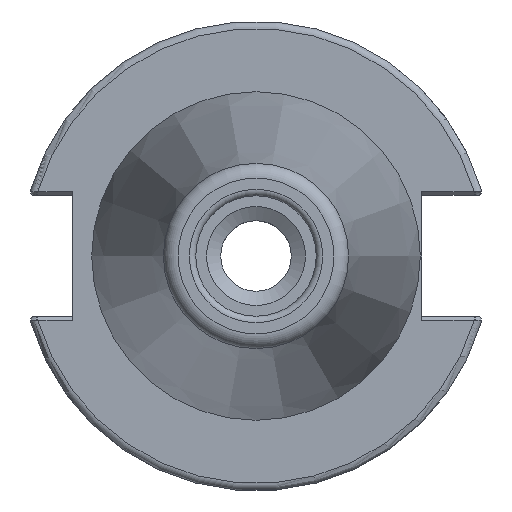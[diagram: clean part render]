
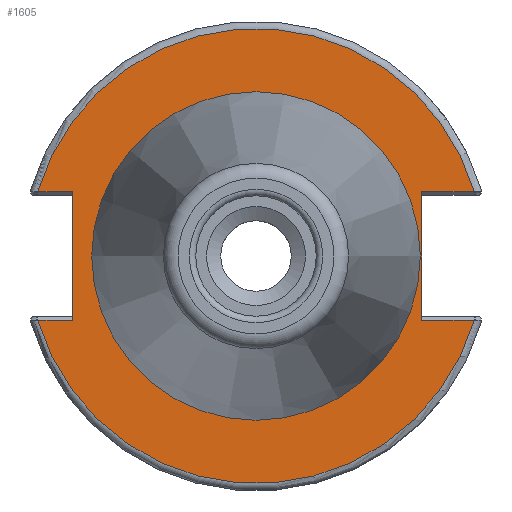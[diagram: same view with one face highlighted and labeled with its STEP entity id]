
A CAD part, left-side view. The second image highlights one B-rep face of the part: STEP entity #1605.
In plain terms, the highlighted planar face has unit normal (-1, 0, 0).
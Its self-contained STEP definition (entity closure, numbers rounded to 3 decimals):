
#51=PLANE('',#1755);
#83=FACE_BOUND('',#323,.T.);
#145=CIRCLE('',#1754,30.775);
#146=CIRCLE('',#1756,30.775);
#147=CIRCLE('',#1757,22.225);
#148=CIRCLE('',#1758,22.225);
#229=FACE_OUTER_BOUND('',#322,.T.);
#322=EDGE_LOOP('',(#1195,#1196,#1197,#1198,#1199,#1200,#1201,#1202));
#323=EDGE_LOOP('',(#1203,#1204));
#410=LINE('',#2576,#510);
#412=LINE('',#2644,#512);
#413=LINE('',#2646,#513);
#414=LINE('',#2650,#514);
#415=LINE('',#2652,#515);
#416=LINE('',#2653,#516);
#510=VECTOR('',#1988,10.);
#512=VECTOR('',#2006,10.);
#513=VECTOR('',#2007,10.);
#514=VECTOR('',#2010,10.);
#515=VECTOR('',#2011,10.);
#516=VECTOR('',#2012,10.);
#683=VERTEX_POINT('',#2569);
#686=VERTEX_POINT('',#2574);
#692=VERTEX_POINT('',#2622);
#694=VERTEX_POINT('',#2643);
#695=VERTEX_POINT('',#2645);
#696=VERTEX_POINT('',#2647);
#697=VERTEX_POINT('',#2649);
#698=VERTEX_POINT('',#2651);
#699=VERTEX_POINT('',#2654);
#700=VERTEX_POINT('',#2655);
#871=EDGE_CURVE('',#686,#683,#410,.T.);
#881=EDGE_CURVE('',#683,#692,#145,.T.);
#884=EDGE_CURVE('',#686,#694,#412,.T.);
#885=EDGE_CURVE('',#695,#694,#413,.T.);
#886=EDGE_CURVE('',#696,#695,#146,.T.);
#887=EDGE_CURVE('',#697,#696,#414,.T.);
#888=EDGE_CURVE('',#697,#698,#415,.T.);
#889=EDGE_CURVE('',#692,#698,#416,.T.);
#890=EDGE_CURVE('',#699,#700,#147,.T.);
#891=EDGE_CURVE('',#700,#699,#148,.T.);
#1195=ORIENTED_EDGE('',*,*,#871,.F.);
#1196=ORIENTED_EDGE('',*,*,#884,.T.);
#1197=ORIENTED_EDGE('',*,*,#885,.F.);
#1198=ORIENTED_EDGE('',*,*,#886,.F.);
#1199=ORIENTED_EDGE('',*,*,#887,.F.);
#1200=ORIENTED_EDGE('',*,*,#888,.T.);
#1201=ORIENTED_EDGE('',*,*,#889,.F.);
#1202=ORIENTED_EDGE('',*,*,#881,.F.);
#1203=ORIENTED_EDGE('',*,*,#890,.T.);
#1204=ORIENTED_EDGE('',*,*,#891,.T.);
#1605=ADVANCED_FACE('',(#229,#83),#51,.T.);
#1754=AXIS2_PLACEMENT_3D('',#2623,#2002,#2003);
#1755=AXIS2_PLACEMENT_3D('',#2642,#2004,#2005);
#1756=AXIS2_PLACEMENT_3D('',#2648,#2008,#2009);
#1757=AXIS2_PLACEMENT_3D('',#2656,#2013,#2014);
#1758=AXIS2_PLACEMENT_3D('',#2657,#2015,#2016);
#1988=DIRECTION('',(0.,-1.,0.));
#2002=DIRECTION('center_axis',(1.,0.,0.));
#2003=DIRECTION('ref_axis',(0.,0.,-1.));
#2004=DIRECTION('center_axis',(-1.,0.,0.));
#2005=DIRECTION('ref_axis',(0.,0.,1.));
#2006=DIRECTION('',(0.,0.,1.));
#2007=DIRECTION('',(0.,1.,0.));
#2008=DIRECTION('center_axis',(1.,0.,0.));
#2009=DIRECTION('ref_axis',(0.,0.,-1.));
#2010=DIRECTION('',(0.,1.,0.));
#2011=DIRECTION('',(0.,0.,-1.));
#2012=DIRECTION('',(0.,-1.,0.));
#2013=DIRECTION('center_axis',(1.,0.,0.));
#2014=DIRECTION('ref_axis',(0.,0.,-1.));
#2015=DIRECTION('center_axis',(1.,0.,0.));
#2016=DIRECTION('ref_axis',(0.,0.,-1.));
#2569=CARTESIAN_POINT('',(1.,-29.523,-8.69));
#2574=CARTESIAN_POINT('',(1.,-22.41,-8.69));
#2576=CARTESIAN_POINT('',(1.,-4.878,-8.69));
#2622=CARTESIAN_POINT('',(1.,29.523,-8.69));
#2623=CARTESIAN_POINT('Origin',(1.,0.,
0.));
#2642=CARTESIAN_POINT('Origin',(1.,30.775,0.));
#2643=CARTESIAN_POINT('',(1.,-22.41,8.69));
#2644=CARTESIAN_POINT('',(1.,-22.41,-4.095));
#2645=CARTESIAN_POINT('',(1.,-29.523,8.69));
#2646=CARTESIAN_POINT('',(1.,4.182,8.69));
#2647=CARTESIAN_POINT('',(1.,29.523,8.69));
#2648=CARTESIAN_POINT('Origin',(1.,0.,
0.));
#2649=CARTESIAN_POINT('',(1.,24.8,8.69));
#2650=CARTESIAN_POINT('',(1.,32.958,8.69));
#2651=CARTESIAN_POINT('',(1.,24.8,-8.69));
#2652=CARTESIAN_POINT('',(1.,24.8,4.095));
#2653=CARTESIAN_POINT('',(1.,27.788,-8.69));
#2654=CARTESIAN_POINT('',(1.,22.225,0.));
#2655=CARTESIAN_POINT('',(1.,-22.225,0.));
#2656=CARTESIAN_POINT('Origin',(1.,0.,
0.));
#2657=CARTESIAN_POINT('Origin',(1.,0.,
0.));
